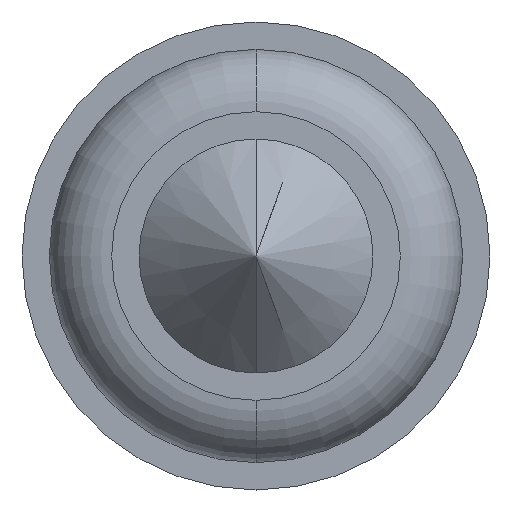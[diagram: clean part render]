
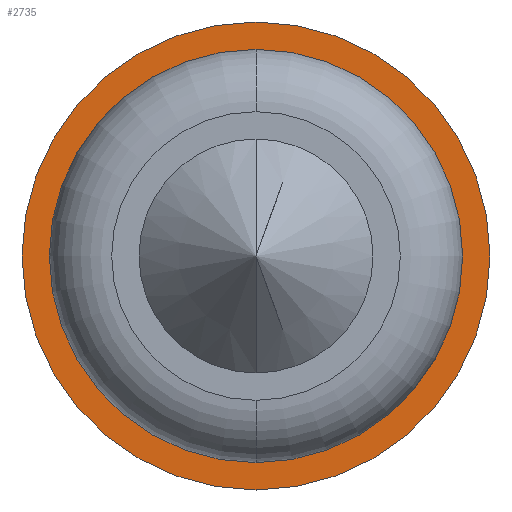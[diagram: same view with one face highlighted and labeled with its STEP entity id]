
A CAD part, front view. The second image highlights one B-rep face of the part: STEP entity #2735.
In plain terms, the highlighted planar face has unit normal (0, -1, 0).
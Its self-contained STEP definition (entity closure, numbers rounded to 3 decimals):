
#56 = CIRCLE ( 'NONE', #1544, 1.325 ) ;
#171 = CARTESIAN_POINT ( 'NONE',  ( 0., -2., -1.5 ) ) ;
#467 = CARTESIAN_POINT ( 'NONE',  ( 0., -2., 0. ) ) ;
#485 = DIRECTION ( 'NONE',  ( 0., 1., 0. ) ) ;
#860 = FACE_BOUND ( 'NONE', #4597, .T. ) ;
#977 = DIRECTION ( 'NONE',  ( 0., -1., 0. ) ) ;
#1402 = CIRCLE ( 'NONE', #3627, 1.325 ) ;
#1503 = DIRECTION ( 'NONE',  ( 0., 1., 0. ) ) ;
#1524 = EDGE_CURVE ( 'Defeature ausgef�hrt1_3+Defeature ausgef�hrt1_2+Defeature ausgef�hrt1_2+Defeature ausgef�hrt1_2', #2303, #1735, #56, .T. ) ;
#1544 = AXIS2_PLACEMENT_3D ( 'NONE', #1560, #1503, #4648 ) ;
#1560 = CARTESIAN_POINT ( 'NONE',  ( 0., -2., 0. ) ) ;
#1596 = DIRECTION ( 'NONE',  ( 0., 0., 1. ) ) ;
#1669 = DIRECTION ( 'NONE',  ( 0., 1., 0. ) ) ;
#1735 = VERTEX_POINT ( 'NONE', #4051 ) ;
#1737 = FACE_OUTER_BOUND ( 'NONE', #4735, .T. ) ;
#1970 = VERTEX_POINT ( 'NONE', #171 ) ;
#2303 = VERTEX_POINT ( 'NONE', #4814 ) ;
#2320 = EDGE_CURVE ( 'Defeature ausgef�hrt1_3+Defeature ausgef�hrt1_2+Defeature ausgef�hrt1_2+Defeature ausgef�hrt1_2', #1735, #2303, #1402, .T. ) ;
#2344 = EDGE_CURVE ( 'Defeature ausgef�hrt1_4+Defeature ausgef�hrt1_3+Defeature ausgef�hrt1_3+Defeature ausgef�hrt1_3', #3335, #1970, #3868, .T. ) ;
#2393 = AXIS2_PLACEMENT_3D ( 'NONE', #4508, #977, #2551 ) ;
#2551 = DIRECTION ( 'NONE',  ( 0., 0., -1. ) ) ;
#2552 = EDGE_CURVE ( 'Defeature ausgef�hrt1_4+Defeature ausgef�hrt1_3+Defeature ausgef�hrt1_3+Defeature ausgef�hrt1_3', #1970, #3335, #4309, .T. ) ;
#2567 = DIRECTION ( 'NONE',  ( 0., 0., 1. ) ) ;
#2735 = ADVANCED_FACE ( 'Defeature ausgef�hrt1_3', ( #860, #1737 ), #4146, .T. ) ;
#3229 = DIRECTION ( 'NONE',  ( 0., 0., 1. ) ) ;
#3295 = ORIENTED_EDGE ( 'NONE', *, *, #1524, .T. ) ;
#3335 = VERTEX_POINT ( 'NONE', #3647 ) ;
#3529 = AXIS2_PLACEMENT_3D ( 'NONE', #4538, #4928, #2567 ) ;
#3627 = AXIS2_PLACEMENT_3D ( 'NONE', #4020, #485, #1596 ) ;
#3647 = CARTESIAN_POINT ( 'NONE',  ( 0., -2., 1.5 ) ) ;
#3868 = CIRCLE ( 'NONE', #4071, 1.5 ) ;
#4020 = CARTESIAN_POINT ( 'NONE',  ( 0., -2., 0. ) ) ;
#4051 = CARTESIAN_POINT ( 'NONE',  ( 0., -2., 1.325 ) ) ;
#4071 = AXIS2_PLACEMENT_3D ( 'NONE', #467, #1669, #3229 ) ;
#4146 = PLANE ( 'NONE',  #2393 ) ;
#4242 = ORIENTED_EDGE ( 'NONE', *, *, #2320, .T. ) ;
#4309 = CIRCLE ( 'NONE', #3529, 1.5 ) ;
#4508 = CARTESIAN_POINT ( 'NONE',  ( -1.5, -2., 0. ) ) ;
#4538 = CARTESIAN_POINT ( 'NONE',  ( 0., -2., 0. ) ) ;
#4584 = ORIENTED_EDGE ( 'NONE', *, *, #2552, .F. ) ;
#4597 = EDGE_LOOP ( 'NONE', ( #4242, #3295 ) ) ;
#4648 = DIRECTION ( 'NONE',  ( 0., 0., 1. ) ) ;
#4735 = EDGE_LOOP ( 'NONE', ( #4937, #4584 ) ) ;
#4814 = CARTESIAN_POINT ( 'NONE',  ( 0., -2., -1.325 ) ) ;
#4928 = DIRECTION ( 'NONE',  ( 0., 1., 0. ) ) ;
#4937 = ORIENTED_EDGE ( 'NONE', *, *, #2344, .F. ) ;
